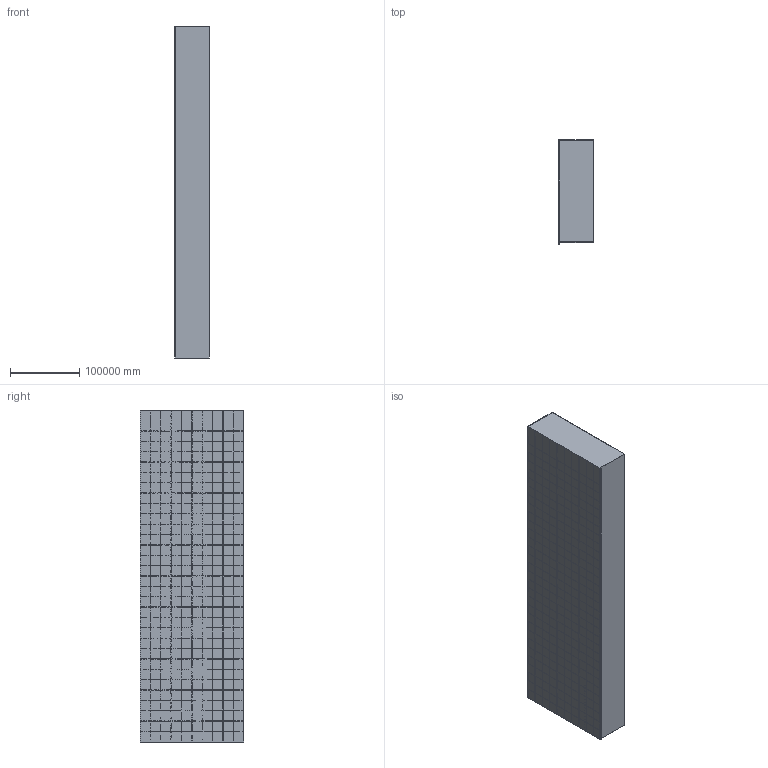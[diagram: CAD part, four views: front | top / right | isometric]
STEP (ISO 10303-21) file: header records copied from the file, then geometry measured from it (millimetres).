
FILE_DESCRIPTION((''),'2;1');
FILE_NAME('PRT0001123123','2023-02-12T18:19:44',('vpetrov'),(''),'CREO PARAMETRIC BY PTC INC, 2022414','CREO PARAMETRIC BY PTC INC, 2022414','');
FILE_SCHEMA(('CONFIG_CONTROL_DESIGN'));
Products named in the file (1): PRT0001123123
Bounding box: 50000 x 150000 x 480500 mm (x, y, z)
Volume: 62170697043603.6 mm3; surface area: 259608316805 mm2
Topology: 1 solids, 1 shells, 2935 faces, 7908 edges, 5272 vertices
Faces by surface type: plane 2935
Entity records: 90020 total; most frequent: CARTESIAN_POINT 16115, ORIENTED_EDGE 15816, DIRECTION 13778, VECTOR 7908, LINE 7908, EDGE_CURVE 7908, VERTEX_POINT 5272, EDGE_LOOP 3232
